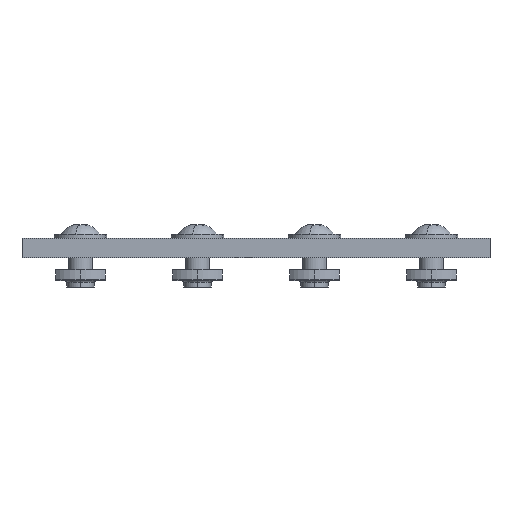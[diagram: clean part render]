
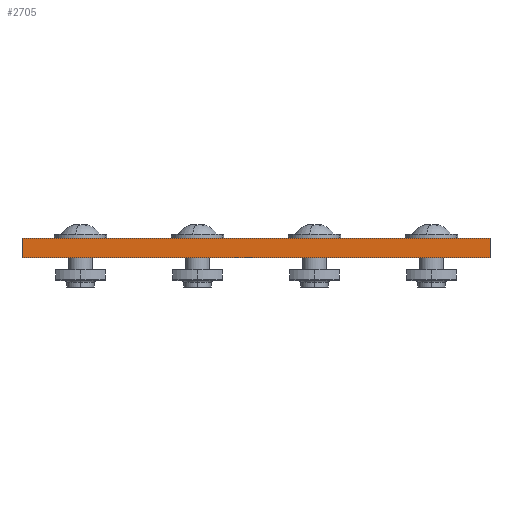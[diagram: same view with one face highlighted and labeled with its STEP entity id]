
A CAD part, front view. The second image highlights one B-rep face of the part: STEP entity #2705.
In plain terms, the highlighted planar face has unit normal (0, -1, 0).
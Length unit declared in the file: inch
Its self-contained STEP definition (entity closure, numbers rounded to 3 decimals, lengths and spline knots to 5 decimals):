
#142 = CARTESIAN_POINT ( 'NONE',  ( 0., 0., 0.25 ) ) ;
#284 = LINE ( 'NONE', #285, #286 ) ;
#285 = CARTESIAN_POINT ( 'NONE',  ( 0., 0., 0.25 ) ) ;
#286 = VECTOR ( 'NONE', #287, 39.37008 ) ;
#287 = DIRECTION ( 'NONE',  ( 0., 0., -1. ) ) ;
#330 = LINE ( 'NONE', #331, #332 ) ;
#331 = CARTESIAN_POINT ( 'NONE',  ( 0., 0., 0. ) ) ;
#332 = VECTOR ( 'NONE', #334, 39.37008 ) ;
#334 = DIRECTION ( 'NONE',  ( 1., 0., 0. ) ) ;
#421 = CARTESIAN_POINT ( 'NONE',  ( 6., 0., 0.25 ) ) ;
#438 = CARTESIAN_POINT ( 'NONE',  ( 0., 0., 0. ) ) ;
#548 = LINE ( 'NONE', #549, #550 ) ;
#549 = CARTESIAN_POINT ( 'NONE',  ( 6., 0., 0.25 ) ) ;
#550 = VECTOR ( 'NONE', #552, 39.37008 ) ;
#552 = DIRECTION ( 'NONE',  ( 0., 0., -1. ) ) ;
#782 = VERTEX_POINT ( 'NONE', #438 ) ;
#957 = FACE_OUTER_BOUND ( 'NONE', #2690, .T. ) ;
#958 = PLANE ( 'NONE',  #959 ) ;
#959 = AXIS2_PLACEMENT_3D ( 'NONE', #960, #961, #962 ) ;
#960 = CARTESIAN_POINT ( 'NONE',  ( 0., 0., 0.25 ) ) ;
#961 = DIRECTION ( 'NONE',  ( 0., 1., 0. ) ) ;
#962 = DIRECTION ( 'NONE',  ( -1., 0., 0. ) ) ;
#1038 = CARTESIAN_POINT ( 'NONE',  ( 6., 0., 0. ) ) ;
#1144 = LINE ( 'NONE', #1145, #1146 ) ;
#1145 = CARTESIAN_POINT ( 'NONE',  ( 0., 0., 0.25 ) ) ;
#1146 = VECTOR ( 'NONE', #1147, 39.37008 ) ;
#1147 = DIRECTION ( 'NONE',  ( 1., 0., 0. ) ) ;
#1787 = VERTEX_POINT ( 'NONE', #1038 ) ;
#2400 = VERTEX_POINT ( 'NONE', #142 ) ;
#2418 = EDGE_CURVE ( 'NONE', #2400, #782, #284, .T. ) ;
#2493 = ORIENTED_EDGE ( 'NONE', *, *, #2418, .T. ) ;
#2535 = EDGE_CURVE ( 'NONE', #2400, #2972, #1144, .T. ) ;
#2616 = EDGE_CURVE ( 'NONE', #782, #1787, #330, .T. ) ;
#2648 = ORIENTED_EDGE ( 'NONE', *, *, #2616, .T. ) ;
#2690 = EDGE_LOOP ( 'NONE', ( #2648, #3001, #2945, #2493 ) ) ;
#2705 = ADVANCED_FACE ( 'NONE', ( #957 ), #958, .F. ) ;
#2945 = ORIENTED_EDGE ( 'NONE', *, *, #2535, .F. ) ;
#2972 = VERTEX_POINT ( 'NONE', #421 ) ;
#2985 = EDGE_CURVE ( 'NONE', #2972, #1787, #548, .T. ) ;
#3001 = ORIENTED_EDGE ( 'NONE', *, *, #2985, .F. ) ;
